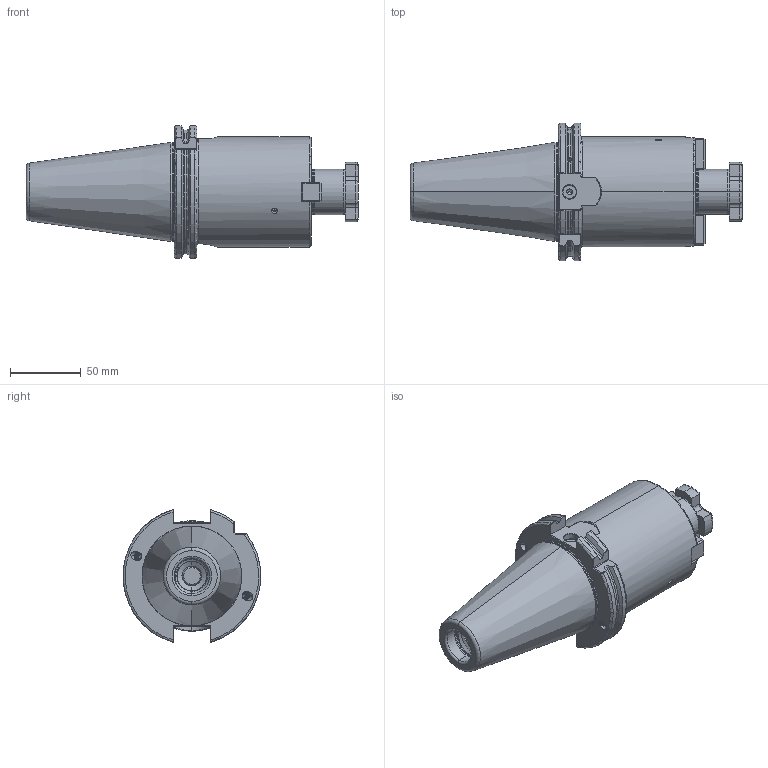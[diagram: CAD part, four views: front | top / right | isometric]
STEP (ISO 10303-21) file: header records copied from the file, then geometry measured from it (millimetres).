
FILE_DESCRIPTION (( 'STEP AP203' ), '1' );
FILE_NAME ('503.11.32.1.STEP', '2016-07-23T05:21:48', ( '' ), ( '' ), 'SwSTEP 2.0', 'SolidWorks 2012', '' );
FILE_SCHEMA (( 'CONFIG_CONTROL_DESIGN' ));
Length unit declared in the file: millimetre
Products named in the file (5): 503.11.32.1; 面銑刀墊塊32; 102.11.32_M5xP0.8-14L; 十字螺絲FMB32
Assembly tree (6 placements, depth 2):
  503.11.32.1
    503.11.32.1
    十字螺絲FMB32
    面銑刀墊塊32  x2
    102.11.32_M5xP0.8-14L  x2
Bounding box: 234.75 x 97.32 x 93.81 mm (x, y, z)
Volume: 706880.9 mm3; surface area: 89275.9 mm2
Topology: 6 solids, 6 shells, 641 faces, 1654 edges, 1022 vertices
Faces by surface type: cylinder 295, plane 163, cone 72, torus 62, bspline 49
Entity records: 41566 total; most frequent: CARTESIAN_POINT 29212, ORIENTED_EDGE 2796, DIRECTION 2119, EDGE_CURVE 1398, VERTEX_POINT 877, AXIS2_PLACEMENT_3D 804, EDGE_LOOP 569, FACE_OUTER_BOUND 541
